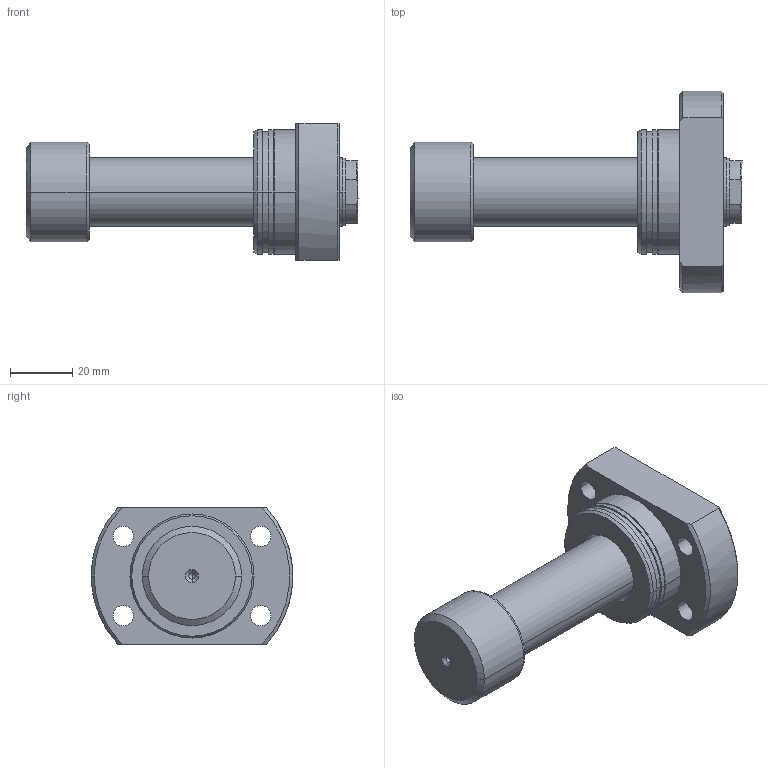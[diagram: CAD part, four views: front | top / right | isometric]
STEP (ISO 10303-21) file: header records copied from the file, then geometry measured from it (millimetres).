
FILE_DESCRIPTION (( 'STEP AP203' ), '1' );
FILE_NAME ('76fe.STEP', '2025-09-24T15:11:16', ( '' ), ( '' ), 'SwSTEP 2.0', 'SolidWorks 2019', '' );
FILE_SCHEMA (( 'CONFIG_CONTROL_DESIGN' ));
Length unit declared in the file: millimetre
Products named in the file (3): 76fe; V400CL_VC_X 7af55d3c432dc8289f19e6861c74e3b8; V400CL_PC_Y 7af55d3c432dc8289f19e6861c74e3b8
Assembly tree (2 placements, depth 2):
  76fe
    V400CL_VC_X 7af55d3c432dc8289f19e6861c74e3b8
    V400CL_PC_Y 7af55d3c432dc8289f19e6861c74e3b8
Bounding box: 107 x 65 x 44 mm (x, y, z)
Volume: 87803.3 mm3; surface area: 21908.9 mm2
Topology: 2 solids, 2 shells, 103 faces, 232 edges, 143 vertices
Faces by surface type: cylinder 47, cone 28, plane 26, torus 2
Entity records: 3214 total; most frequent: DIRECTION 555, CARTESIAN_POINT 527, ORIENTED_EDGE 456, AXIS2_PLACEMENT_3D 235, EDGE_CURVE 228, VERTEX_POINT 143, EDGE_LOOP 127, CIRCLE 127
